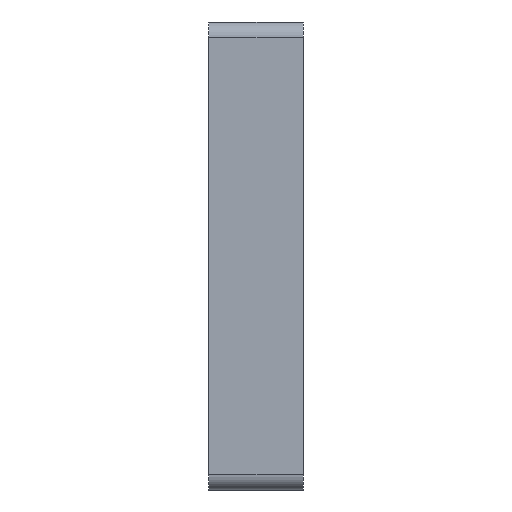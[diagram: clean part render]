
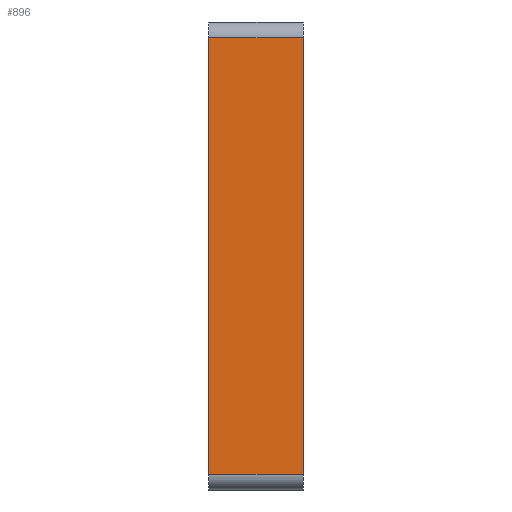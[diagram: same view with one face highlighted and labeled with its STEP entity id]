
A CAD part, left-side view. The second image highlights one B-rep face of the part: STEP entity #896.
In plain terms, the highlighted planar face has unit normal (-1, 0, 0).
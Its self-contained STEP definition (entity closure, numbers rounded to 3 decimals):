
#717=CARTESIAN_POINT('',(-331.25,-3.0,139.0));
#718=VERTEX_POINT('',#717);
#726=CARTESIAN_POINT('',(-331.25,-3.0,-139.0));
#727=VERTEX_POINT('',#726);
#728=CARTESIAN_POINT('',(-331.25,-3.0,139.0));
#729=DIRECTION('',(0.0,0.0,-1.0));
#730=VECTOR('',#729,278.0);
#731=LINE('',#728,#730);
#732=EDGE_CURVE('',#718,#727,#731,.T.);
#846=CARTESIAN_POINT('',(-331.25,57.0,-139.0));
#847=VERTEX_POINT('',#846);
#864=CARTESIAN_POINT('',(-331.25,-3.0,-139.0));
#865=DIRECTION('',(0.0,1.0,0.0));
#866=VECTOR('',#865,60.0);
#867=LINE('',#864,#866);
#868=EDGE_CURVE('',#727,#847,#867,.T.);
#873=CARTESIAN_POINT('',(-331.25,0.0,-149.0));
#874=DIRECTION('',(-1.0,0.0,0.0));
#875=DIRECTION('',(0.0,0.0,1.0));
#876=AXIS2_PLACEMENT_3D('',#873,#874,#875);
#877=PLANE('',#876);
#878=ORIENTED_EDGE('',*,*,#868,.F.);
#879=ORIENTED_EDGE('',*,*,#732,.F.);
#880=CARTESIAN_POINT('',(-331.25,57.0,139.0));
#881=VERTEX_POINT('',#880);
#882=CARTESIAN_POINT('',(-331.25,57.0,139.0));
#883=DIRECTION('',(0.0,-1.0,0.0));
#884=VECTOR('',#883,60.0);
#885=LINE('',#882,#884);
#886=EDGE_CURVE('',#881,#718,#885,.T.);
#887=ORIENTED_EDGE('',*,*,#886,.F.);
#888=CARTESIAN_POINT('',(-331.25,57.0,-139.0));
#889=DIRECTION('',(0.0,0.0,1.0));
#890=VECTOR('',#889,278.0);
#891=LINE('',#888,#890);
#892=EDGE_CURVE('',#847,#881,#891,.T.);
#893=ORIENTED_EDGE('',*,*,#892,.F.);
#894=EDGE_LOOP('',(#878,#879,#887,#893));
#895=FACE_OUTER_BOUND('',#894,.T.);
#896=ADVANCED_FACE('',(#895),#877,.T.);
